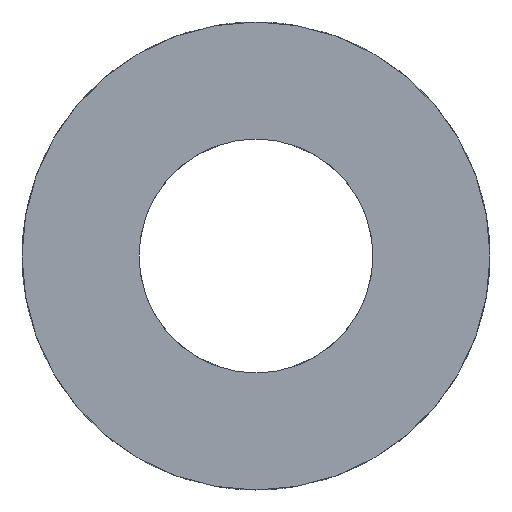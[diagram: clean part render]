
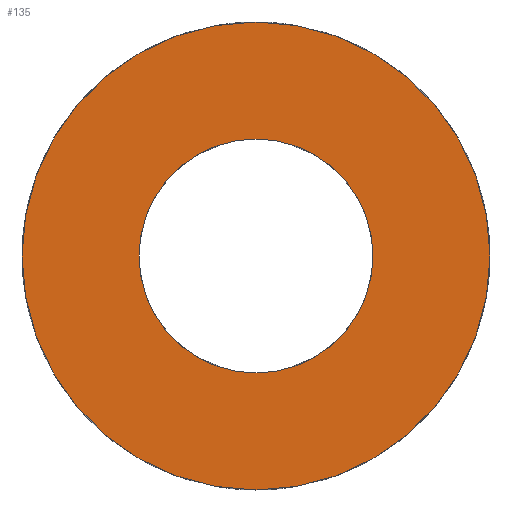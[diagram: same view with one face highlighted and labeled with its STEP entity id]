
A CAD part, left-side view. The second image highlights one B-rep face of the part: STEP entity #135.
In plain terms, the highlighted planar face has unit normal (-1, 0, 0).
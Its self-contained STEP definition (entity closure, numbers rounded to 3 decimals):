
#6 = DIRECTION ( 'NONE',  ( 1., 0., 0. ) ) ;
#9 = DIRECTION ( 'NONE',  ( 0., 0., -1. ) ) ;
#19 = DIRECTION ( 'NONE',  ( 0., 0., 1. ) ) ;
#21 = EDGE_CURVE ( 'NONE', #457, #322, #471, .T. ) ;
#46 = FACE_OUTER_BOUND ( 'NONE', #261, .T. ) ;
#47 = EDGE_CURVE ( 'NONE', #322, #457, #83, .T. ) ;
#61 = CARTESIAN_POINT ( 'NONE',  ( -12.674, 0., 0. ) ) ;
#83 = CIRCLE ( 'NONE', #444, 3.75 ) ;
#88 = PLANE ( 'NONE',  #329 ) ;
#95 = CARTESIAN_POINT ( 'NONE',  ( -12.674, 0., 0. ) ) ;
#103 = CARTESIAN_POINT ( 'NONE',  ( -12.674, 0., 3.75 ) ) ;
#113 = ORIENTED_EDGE ( 'NONE', *, *, #47, .F. ) ;
#135 = ADVANCED_FACE ( 'NONE', ( #222, #46 ), #88, .F. ) ;
#199 = CARTESIAN_POINT ( 'NONE',  ( -12.674, 0., 7.5 ) ) ;
#222 = FACE_BOUND ( 'NONE', #294, .T. ) ;
#223 = AXIS2_PLACEMENT_3D ( 'NONE', #95, #264, #338 ) ;
#227 = DIRECTION ( 'NONE',  ( -1., 0., 0. ) ) ;
#261 = EDGE_LOOP ( 'NONE', ( #335, #284 ) ) ;
#264 = DIRECTION ( 'NONE',  ( -1., 0., 0. ) ) ;
#268 = DIRECTION ( 'NONE',  ( 0., 0., 1. ) ) ;
#275 = CARTESIAN_POINT ( 'NONE',  ( -12.674, 0., 0. ) ) ;
#284 = ORIENTED_EDGE ( 'NONE', *, *, #362, .T. ) ;
#288 = DIRECTION ( 'NONE',  ( 0., 0., 1. ) ) ;
#294 = EDGE_LOOP ( 'NONE', ( #113, #344 ) ) ;
#295 = AXIS2_PLACEMENT_3D ( 'NONE', #61, #543, #19 ) ;
#309 = AXIS2_PLACEMENT_3D ( 'NONE', #334, #555, #288 ) ;
#322 = VERTEX_POINT ( 'NONE', #103 ) ;
#329 = AXIS2_PLACEMENT_3D ( 'NONE', #435, #6, #9 ) ;
#334 = CARTESIAN_POINT ( 'NONE',  ( -12.674, 0., 0. ) ) ;
#335 = ORIENTED_EDGE ( 'NONE', *, *, #453, .T. ) ;
#338 = DIRECTION ( 'NONE',  ( 0., 0., 1. ) ) ;
#344 = ORIENTED_EDGE ( 'NONE', *, *, #21, .F. ) ;
#359 = CIRCLE ( 'NONE', #309, 7.5 ) ;
#362 = EDGE_CURVE ( 'NONE', #395, #460, #544, .T. ) ;
#395 = VERTEX_POINT ( 'NONE', #415 ) ;
#413 = CARTESIAN_POINT ( 'NONE',  ( -12.674, 0., -3.75 ) ) ;
#415 = CARTESIAN_POINT ( 'NONE',  ( -12.674, 0., -7.5 ) ) ;
#435 = CARTESIAN_POINT ( 'NONE',  ( -12.674, 3.75, 0. ) ) ;
#444 = AXIS2_PLACEMENT_3D ( 'NONE', #275, #227, #268 ) ;
#453 = EDGE_CURVE ( 'NONE', #460, #395, #359, .T. ) ;
#457 = VERTEX_POINT ( 'NONE', #413 ) ;
#460 = VERTEX_POINT ( 'NONE', #199 ) ;
#471 = CIRCLE ( 'NONE', #223, 3.75 ) ;
#543 = DIRECTION ( 'NONE',  ( -1., 0., 0. ) ) ;
#544 = CIRCLE ( 'NONE', #295, 7.5 ) ;
#555 = DIRECTION ( 'NONE',  ( -1., 0., 0. ) ) ;
